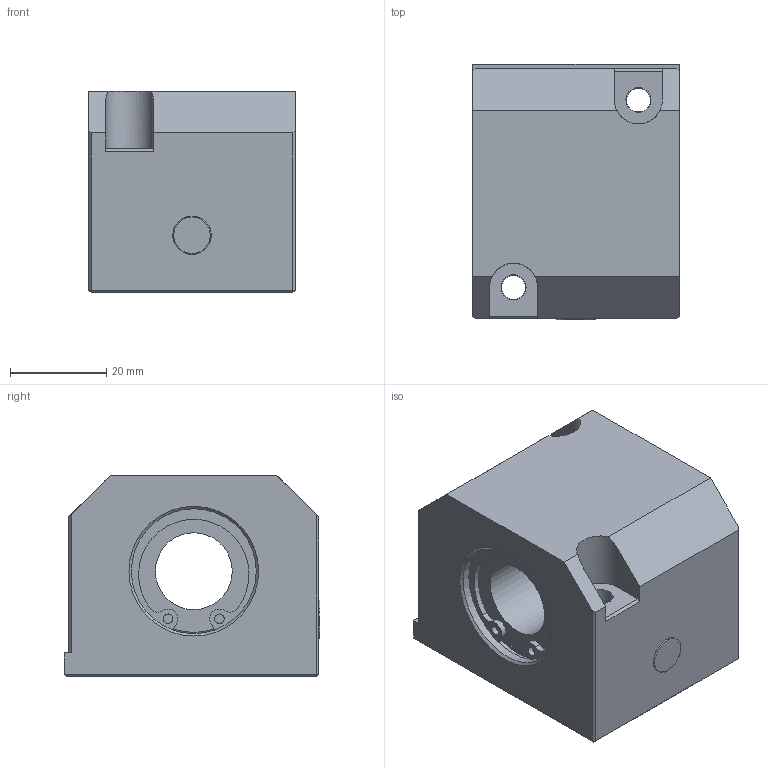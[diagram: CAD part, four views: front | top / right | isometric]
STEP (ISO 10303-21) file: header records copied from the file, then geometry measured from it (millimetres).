
FILE_DESCRIPTION(/* description */ ('Gehäuseeinheit leichte Baureie, geschlossen'),/* implementation_level */ '2;1');
FILE_NAME(/* name */ '190516-0.step',/* time_stamp */ '2021-08-18T11:38:23+02:00',/* author */ ('MuellerJ'),/* organization */ (''),/* preprocessor_version */ 'ST-DEVELOPER v18.1',/* originating_system */ 'Autodesk Inventor 2021',/* authorisation */ '');
FILE_SCHEMA (('AUTOMOTIVE_DESIGN { 1 0 10303 214 3 1 1 }'));
Length unit declared in the file: millimetre
Products named in the file (4): leer; 18-0002-0FZ.000; leer_1; leer_2
Assembly tree (4 placements, depth 2):
  leer
    18-0002-0FZ.000
    leer_1
    leer_2  x2
Bounding box: 43 x 53.25 x 42 mm (x, y, z)
Volume: 76544.2 mm3; surface area: 22749.2 mm2
Topology: 4 solids, 4 shells, 95 faces, 212 edges, 138 vertices
Faces by surface type: plane 54, cylinder 36, torus 3, cone 2
Full cylindrical faces by diameter (mm): 2 x4, 4.3 x1, 4.917 x2, 5.2 x2, 6.917 x1, 8 x1, 16 x1, 24.9 x2, 26 x6, 27.2 x2
Entity records: 2507 total; most frequent: DIRECTION 433, CARTESIAN_POINT 422, ORIENTED_EDGE 364, EDGE_CURVE 182, AXIS2_PLACEMENT_3D 162, VERTEX_POINT 118, LINE 109, VECTOR 109
